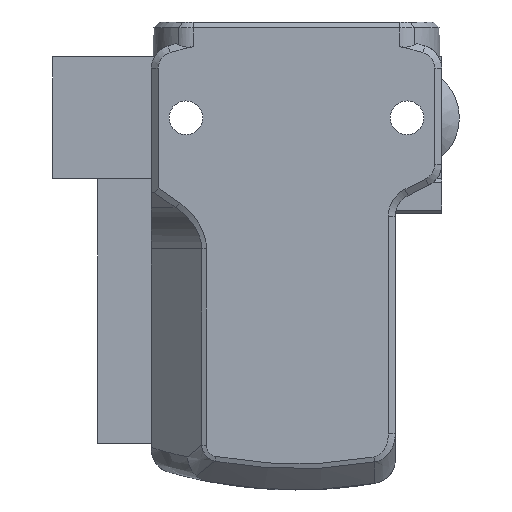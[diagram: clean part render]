
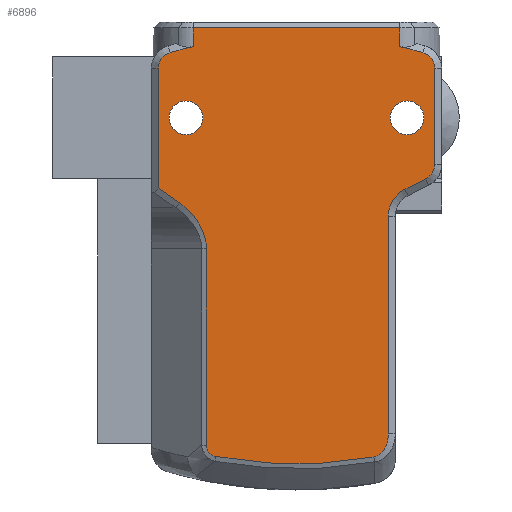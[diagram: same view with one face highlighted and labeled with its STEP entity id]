
A CAD part, front view. The second image highlights one B-rep face of the part: STEP entity #6896.
In plain terms, the highlighted planar face has unit normal (0, -1, 0).
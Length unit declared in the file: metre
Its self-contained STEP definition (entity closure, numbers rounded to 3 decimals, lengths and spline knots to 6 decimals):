
#489=B_SPLINE_CURVE_WITH_KNOTS('',3,(#12422,#12423,#12424,#12425),
 .UNSPECIFIED.,.F.,.F.,(4,4),(0.,1.),.UNSPECIFIED.);
#490=B_SPLINE_CURVE_WITH_KNOTS('',3,(#12429,#12430,#12431,#12432),
 .UNSPECIFIED.,.F.,.F.,(4,4),(0.,1.),.UNSPECIFIED.);
#491=B_SPLINE_CURVE_WITH_KNOTS('',3,(#12436,#12437,#12438,#12439,#12440,
#12441),.UNSPECIFIED.,.F.,.F.,(4,1,1,4),(0.,0.25,0.5,1.),.UNSPECIFIED.);
#560=CIRCLE('',#7286,0.039463);
#578=CIRCLE('',#7321,0.0014);
#579=CIRCLE('',#7322,0.037814);
#580=CIRCLE('',#7323,0.0026);
#581=CIRCLE('',#7324,0.0014);
#582=CIRCLE('',#7325,0.0014);
#583=CIRCLE('',#7326,0.039463);
#584=CIRCLE('',#7327,0.00145);
#585=CIRCLE('',#7328,0.00145);
#1825=ORIENTED_EDGE('',*,*,#3294,.T.);
#1826=ORIENTED_EDGE('',*,*,#3295,.T.);
#1827=ORIENTED_EDGE('',*,*,#3296,.T.);
#1828=ORIENTED_EDGE('',*,*,#3205,.T.);
#1829=ORIENTED_EDGE('',*,*,#3297,.T.);
#1830=ORIENTED_EDGE('',*,*,#3298,.T.);
#1831=ORIENTED_EDGE('',*,*,#3299,.T.);
#1832=ORIENTED_EDGE('',*,*,#3300,.T.);
#1833=ORIENTED_EDGE('',*,*,#3301,.T.);
#1834=ORIENTED_EDGE('',*,*,#3302,.T.);
#1835=ORIENTED_EDGE('',*,*,#3303,.T.);
#1836=ORIENTED_EDGE('',*,*,#3304,.T.);
#1837=ORIENTED_EDGE('',*,*,#3305,.T.);
#1838=ORIENTED_EDGE('',*,*,#3306,.T.);
#1839=ORIENTED_EDGE('',*,*,#3307,.T.);
#1840=ORIENTED_EDGE('',*,*,#3308,.T.);
#1841=ORIENTED_EDGE('',*,*,#3309,.T.);
#1842=ORIENTED_EDGE('',*,*,#3310,.T.);
#1843=ORIENTED_EDGE('',*,*,#3311,.T.);
#1844=ORIENTED_EDGE('',*,*,#3312,.F.);
#1845=ORIENTED_EDGE('',*,*,#3313,.F.);
#3205=EDGE_CURVE('',#4035,#4034,#560,.T.);
#3294=EDGE_CURVE('',#4109,#4110,#4648,.F.);
#3295=EDGE_CURVE('',#4110,#4111,#4649,.T.);
#3296=EDGE_CURVE('',#4111,#4035,#4650,.T.);
#3297=EDGE_CURVE('',#4034,#4112,#578,.T.);
#3298=EDGE_CURVE('',#4112,#4113,#4651,.T.);
#3299=EDGE_CURVE('',#4113,#4114,#4652,.T.);
#3300=EDGE_CURVE('',#4114,#4115,#489,.T.);
#3301=EDGE_CURVE('',#4115,#4116,#4653,.T.);
#3302=EDGE_CURVE('',#4116,#4117,#490,.T.);
#3303=EDGE_CURVE('',#4117,#4118,#579,.T.);
#3304=EDGE_CURVE('',#4118,#4119,#491,.T.);
#3305=EDGE_CURVE('',#4119,#4120,#4654,.T.);
#3306=EDGE_CURVE('',#4120,#4121,#580,.F.);
#3307=EDGE_CURVE('',#4121,#4122,#4655,.T.);
#3308=EDGE_CURVE('',#4122,#4123,#581,.T.);
#3309=EDGE_CURVE('',#4123,#4124,#4656,.T.);
#3310=EDGE_CURVE('',#4124,#4125,#582,.T.);
#3311=EDGE_CURVE('',#4125,#4109,#583,.T.);
#3312=EDGE_CURVE('',#4126,#4126,#584,.T.);
#3313=EDGE_CURVE('',#4127,#4127,#585,.T.);
#4034=VERTEX_POINT('',#12173);
#4035=VERTEX_POINT('',#12175);
#4109=VERTEX_POINT('',#12411);
#4110=VERTEX_POINT('',#12412);
#4111=VERTEX_POINT('',#12414);
#4112=VERTEX_POINT('',#12417);
#4113=VERTEX_POINT('',#12419);
#4114=VERTEX_POINT('',#12421);
#4115=VERTEX_POINT('',#12426);
#4116=VERTEX_POINT('',#12428);
#4117=VERTEX_POINT('',#12433);
#4118=VERTEX_POINT('',#12435);
#4119=VERTEX_POINT('',#12442);
#4120=VERTEX_POINT('',#12444);
#4121=VERTEX_POINT('',#12446);
#4122=VERTEX_POINT('',#12448);
#4123=VERTEX_POINT('',#12450);
#4124=VERTEX_POINT('',#12452);
#4125=VERTEX_POINT('',#12454);
#4126=VERTEX_POINT('',#12457);
#4127=VERTEX_POINT('',#12459);
#4648=LINE('',#12410,#5252);
#4649=LINE('',#12413,#5253);
#4650=LINE('',#12415,#5254);
#4651=LINE('',#12418,#5255);
#4652=LINE('',#12420,#5256);
#4653=LINE('',#12427,#5257);
#4654=LINE('',#12443,#5258);
#4655=LINE('',#12447,#5259);
#4656=LINE('',#12451,#5260);
#5252=VECTOR('',#8247,1.);
#5253=VECTOR('',#8248,1.);
#5254=VECTOR('',#8249,1.);
#5255=VECTOR('',#8252,1.);
#5256=VECTOR('',#8253,1.);
#5257=VECTOR('',#8254,1.);
#5258=VECTOR('',#8257,1.);
#5259=VECTOR('',#8260,1.);
#5260=VECTOR('',#8263,1.);
#5804=EDGE_LOOP('',(#1825,#1826,#1827,#1828,#1829,#1830,#1831,#1832,#1833,
#1834,#1835,#1836,#1837,#1838,#1839,#1840,#1841,#1842,#1843));
#5805=EDGE_LOOP('',(#1844));
#5806=EDGE_LOOP('',(#1845));
#6264=FACE_BOUND('',#5804,.T.);
#6265=FACE_BOUND('',#5805,.T.);
#6266=FACE_BOUND('',#5806,.T.);
#6547=PLANE('',#7320);
#6896=ADVANCED_FACE('',(#6264,#6265,#6266),#6547,.T.);
#7286=AXIS2_PLACEMENT_3D('',#12174,#8121,#8122);
#7320=AXIS2_PLACEMENT_3D('',#12409,#8245,#8246);
#7321=AXIS2_PLACEMENT_3D('',#12416,#8250,#8251);
#7322=AXIS2_PLACEMENT_3D('',#12434,#8255,#8256);
#7323=AXIS2_PLACEMENT_3D('',#12445,#8258,#8259);
#7324=AXIS2_PLACEMENT_3D('',#12449,#8261,#8262);
#7325=AXIS2_PLACEMENT_3D('',#12453,#8264,#8265);
#7326=AXIS2_PLACEMENT_3D('',#12455,#8266,#8267);
#7327=AXIS2_PLACEMENT_3D('',#12456,#8268,#8269);
#7328=AXIS2_PLACEMENT_3D('',#12458,#8270,#8271);
#8121=DIRECTION('',(0.,-1.,0.));
#8122=DIRECTION('',(0.,0.,-1.));
#8245=DIRECTION('',(0.,-1.,0.));
#8246=DIRECTION('',(0.,0.,-1.));
#8247=DIRECTION('',(0.,0.,-1.));
#8248=DIRECTION('',(-1.,0.,0.));
#8249=DIRECTION('',(0.,0.,-1.));
#8250=DIRECTION('',(0.,-1.,0.));
#8251=DIRECTION('',(0.,0.,-1.));
#8252=DIRECTION('',(0.,0.,-1.));
#8253=DIRECTION('',(0.816,0.,-0.577));
#8254=DIRECTION('',(0.,0.,-1.));
#8255=DIRECTION('',(0.,-1.,0.));
#8256=DIRECTION('',(0.,0.,-1.));
#8257=DIRECTION('',(0.,0.,1.));
#8258=DIRECTION('',(0.,-1.,0.));
#8259=DIRECTION('',(0.,0.,-1.));
#8260=DIRECTION('',(0.894,0.,0.447));
#8261=DIRECTION('',(0.,-1.,0.));
#8262=DIRECTION('',(0.,0.,-1.));
#8263=DIRECTION('',(0.,0.,1.));
#8264=DIRECTION('',(0.,-1.,0.));
#8265=DIRECTION('',(0.,0.,-1.));
#8266=DIRECTION('',(0.,-1.,0.));
#8267=DIRECTION('',(0.,0.,-1.));
#8268=DIRECTION('',(0.,-1.,0.));
#8269=DIRECTION('',(0.,0.,-1.));
#8270=DIRECTION('',(0.,-1.,0.));
#8271=DIRECTION('',(0.,0.,-1.));
#12173=CARTESIAN_POINT('',(-0.010886,-0.02,0.033669));
#12174=CARTESIAN_POINT('',(0.,-0.02,-0.004263));
#12175=CARTESIAN_POINT('',(-0.008882,-0.02,0.034187));
#12409=CARTESIAN_POINT('',(-0.0016,-0.02,0.022802));
#12410=CARTESIAN_POINT('',(0.008882,-0.02,0.022802));
#12411=CARTESIAN_POINT('',(0.008882,-0.02,0.034187));
#12412=CARTESIAN_POINT('',(0.008882,-0.02,0.0358));
#12413=CARTESIAN_POINT('',(-0.0016,-0.02,0.0358));
#12414=CARTESIAN_POINT('',(-0.008882,-0.02,0.0358));
#12415=CARTESIAN_POINT('',(-0.008882,-0.02,0.022802));
#12416=CARTESIAN_POINT('',(-0.0105,-0.02,0.032323));
#12417=CARTESIAN_POINT('',(-0.0119,-0.02,0.032323));
#12418=CARTESIAN_POINT('',(-0.0119,-0.02,0.02201));
#12419=CARTESIAN_POINT('',(-0.0119,-0.02,0.02201));
#12420=CARTESIAN_POINT('',(-0.009871,-0.02,0.020576));
#12421=CARTESIAN_POINT('',(-0.010071,-0.02,0.020717));
#12422=CARTESIAN_POINT('',(-0.010071,-0.02,0.020717));
#12423=CARTESIAN_POINT('',(-0.008597,-0.02,0.019684));
#12424=CARTESIAN_POINT('',(-0.007743,-0.02,0.018226));
#12425=CARTESIAN_POINT('',(-0.007751,-0.02,0.016757));
#12426=CARTESIAN_POINT('',(-0.007751,-0.02,0.016757));
#12427=CARTESIAN_POINT('',(-0.007751,-0.02,0.000011));
#12428=CARTESIAN_POINT('',(-0.007751,-0.02,-0.000135));
#12429=CARTESIAN_POINT('',(-0.007751,-0.02,-0.000135));
#12430=CARTESIAN_POINT('',(-0.007754,-0.02,-0.000645));
#12431=CARTESIAN_POINT('',(-0.007452,-0.02,-0.001016));
#12432=CARTESIAN_POINT('',(-0.006943,-0.02,-0.001109));
#12433=CARTESIAN_POINT('',(-0.006943,-0.02,-0.001109));
#12434=CARTESIAN_POINT('',(0.,-0.02,0.036063));
#12435=CARTESIAN_POINT('',(0.006675,-0.02,-0.001158));
#12436=CARTESIAN_POINT('',(0.006675,-0.02,-0.001158));
#12437=CARTESIAN_POINT('',(0.006874,-0.02,-0.001122));
#12438=CARTESIAN_POINT('',(0.007264,-0.02,-0.000918));
#12439=CARTESIAN_POINT('',(0.007767,-0.02,-0.000219));
#12440=CARTESIAN_POINT('',(0.007898,-0.02,0.000376));
#12441=CARTESIAN_POINT('',(0.0079,-0.02,0.000823));
#12442=CARTESIAN_POINT('',(0.0079,-0.02,0.000823));
#12443=CARTESIAN_POINT('',(0.0079,-0.02,0.019564));
#12444=CARTESIAN_POINT('',(0.0079,-0.02,0.019564));
#12445=CARTESIAN_POINT('',(0.0105,-0.02,0.019564));
#12446=CARTESIAN_POINT('',(0.009337,-0.02,0.021889));
#12447=CARTESIAN_POINT('',(0.011126,-0.02,0.022784));
#12448=CARTESIAN_POINT('',(0.011126,-0.02,0.022784));
#12449=CARTESIAN_POINT('',(0.0105,-0.02,0.024036));
#12450=CARTESIAN_POINT('',(0.0119,-0.02,0.024036));
#12451=CARTESIAN_POINT('',(0.0119,-0.02,0.022802));
#12452=CARTESIAN_POINT('',(0.0119,-0.02,0.032323));
#12453=CARTESIAN_POINT('',(0.0105,-0.02,0.032323));
#12454=CARTESIAN_POINT('',(0.010886,-0.02,0.033669));
#12455=CARTESIAN_POINT('',(0.,-0.02,-0.004263));
#12456=CARTESIAN_POINT('',(0.009525,-0.02,0.02805));
#12457=CARTESIAN_POINT('',(0.009525,-0.02,0.0266));
#12458=CARTESIAN_POINT('',(-0.009525,-0.02,0.02805));
#12459=CARTESIAN_POINT('',(-0.009525,-0.02,0.0266));
